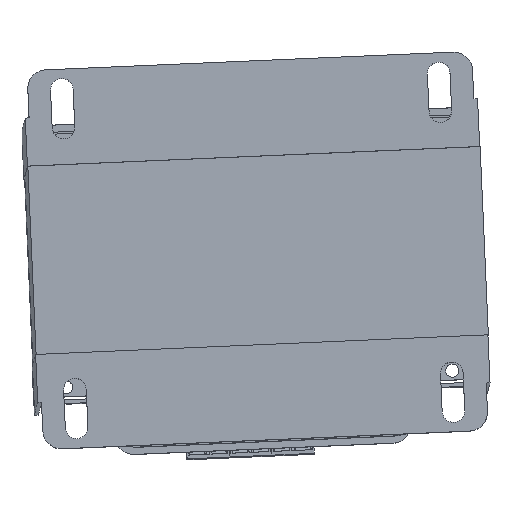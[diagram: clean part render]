
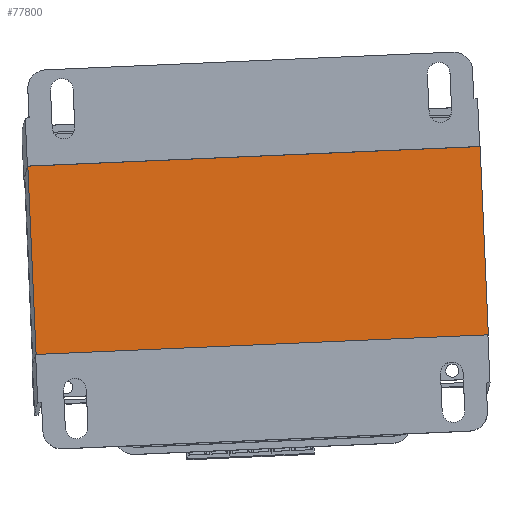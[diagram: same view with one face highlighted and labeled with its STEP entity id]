
A CAD part, front view. The second image highlights one B-rep face of the part: STEP entity #77800.
In plain terms, the highlighted face is planar.
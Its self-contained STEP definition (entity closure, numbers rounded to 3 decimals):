
#325 = FACE_OUTER_BOUND ( 'NONE', #90610, .T. ) ;
#9138 = CARTESIAN_POINT ( 'NONE',  ( 240., 0., 100. ) ) ;
#9479 = CARTESIAN_POINT ( 'NONE',  ( 240., 0., 100. ) ) ;
#13885 = ORIENTED_EDGE ( 'NONE', *, *, #89071, .T. ) ;
#16315 = CARTESIAN_POINT ( 'NONE',  ( 240., 0., 100. ) ) ;
#18733 = VERTEX_POINT ( 'NONE', #21879 ) ;
#21879 = CARTESIAN_POINT ( 'NONE',  ( 240., 0., 0. ) ) ;
#22400 = DIRECTION ( 'NONE',  ( 0., 0., -1. ) ) ;
#26137 = CARTESIAN_POINT ( 'NONE',  ( 0., 0., 0. ) ) ;
#28944 = VERTEX_POINT ( 'NONE', #26137 ) ;
#31936 = VECTOR ( 'NONE', #65058, 1000. ) ;
#33326 = LINE ( 'NONE', #9479, #55069 ) ;
#34609 = CARTESIAN_POINT ( 'NONE',  ( 0., 0., 100. ) ) ;
#36430 = VERTEX_POINT ( 'NONE', #9138 ) ;
#38805 = DIRECTION ( 'NONE',  ( -1., 0., 0. ) ) ;
#47805 = LINE ( 'NONE', #48341, #68535 ) ;
#48341 = CARTESIAN_POINT ( 'NONE',  ( 240., 0., 0. ) ) ;
#48783 = VECTOR ( 'NONE', #22400, 1000. ) ;
#49100 = CARTESIAN_POINT ( 'NONE',  ( 240., 0., 100. ) ) ;
#55069 = VECTOR ( 'NONE', #79976, 1000. ) ;
#55090 = EDGE_CURVE ( 'NONE', #74273, #28944, #96591, .T. ) ;
#57226 = EDGE_CURVE ( 'NONE', #36430, #18733, #64531, .T. ) ;
#64531 = LINE ( 'NONE', #16315, #31936 ) ;
#65058 = DIRECTION ( 'NONE',  ( 0., 0., -1. ) ) ;
#68535 = VECTOR ( 'NONE', #38805, 1000. ) ;
#73979 = DIRECTION ( 'NONE',  ( 1., 0., 0. ) ) ;
#74273 = VERTEX_POINT ( 'NONE', #34609 ) ;
#76508 = ORIENTED_EDGE ( 'NONE', *, *, #55090, .F. ) ;
#76827 = ORIENTED_EDGE ( 'NONE', *, *, #81712, .F. ) ;
#77800 = ADVANCED_FACE ( 'NONE', ( #325 ), #81400, .F. ) ;
#79976 = DIRECTION ( 'NONE',  ( -1., 0., 0. ) ) ;
#80668 = CARTESIAN_POINT ( 'NONE',  ( 0., 0., 100. ) ) ;
#81400 = PLANE ( 'NONE',  #96781 ) ;
#81712 = EDGE_CURVE ( 'NONE', #36430, #74273, #33326, .T. ) ;
#86825 = ORIENTED_EDGE ( 'NONE', *, *, #57226, .T. ) ;
#89071 = EDGE_CURVE ( 'NONE', #18733, #28944, #47805, .T. ) ;
#90610 = EDGE_LOOP ( 'NONE', ( #13885, #76508, #76827, #86825 ) ) ;
#96591 = LINE ( 'NONE', #80668, #48783 ) ;
#96781 = AXIS2_PLACEMENT_3D ( 'NONE', #49100, #97332, #73979 ) ;
#97332 = DIRECTION ( 'NONE',  ( 0., -1., 0. ) ) ;
